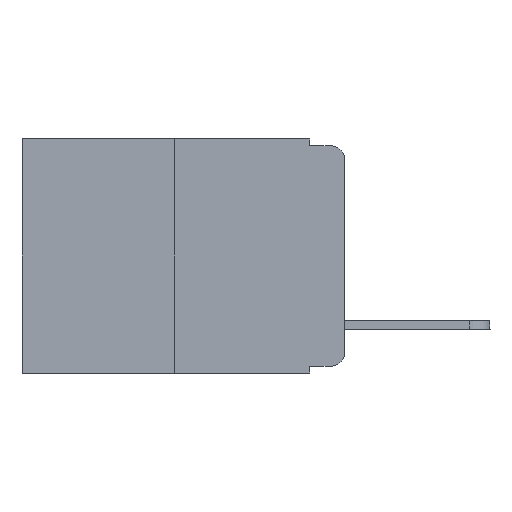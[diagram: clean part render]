
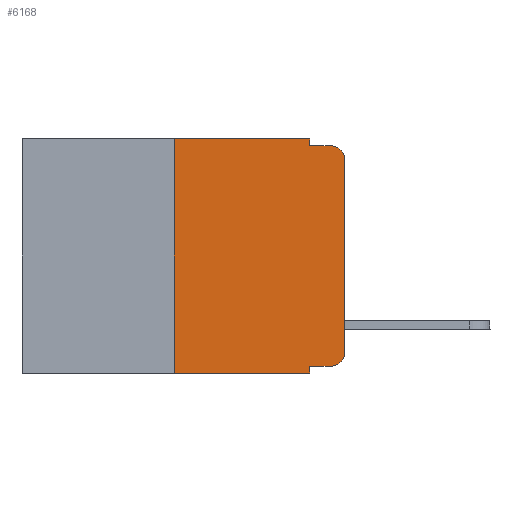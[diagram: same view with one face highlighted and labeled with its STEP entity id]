
A CAD part, left-side view. The second image highlights one B-rep face of the part: STEP entity #6168.
In plain terms, the highlighted planar face has unit normal (-1, 0, 0).
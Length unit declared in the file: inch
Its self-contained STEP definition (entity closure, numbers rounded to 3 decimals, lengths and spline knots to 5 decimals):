
#100 = CARTESIAN_POINT ( 'NONE',  ( 0., 0.02, -0.313 ) ) ;
#118 = EDGE_CURVE ( 'NONE', #3272, #10363, #14815, .T. ) ;
#418 = CARTESIAN_POINT ( 'NONE',  ( 0., 0.051, -0.01 ) ) ;
#704 = DIRECTION ( 'NONE',  ( 0., -1., 0. ) ) ;
#735 = DIRECTION ( 'NONE',  ( 0., 0., -1. ) ) ;
#1331 = DIRECTION ( 'NONE',  ( 0., 0., 1. ) ) ;
#1492 = ORIENTED_EDGE ( 'NONE', *, *, #16546, .T. ) ;
#1495 = VERTEX_POINT ( 'NONE', #2367 ) ;
#1526 = EDGE_LOOP ( 'NONE', ( #11148, #11995, #10932, #13649, #7757, #6982, #1492, #12026, #4228, #11839 ) ) ;
#1570 = EDGE_CURVE ( 'NONE', #1495, #10340, #16238, .T. ) ;
#1697 = LINE ( 'NONE', #418, #14253 ) ;
#1854 = VECTOR ( 'NONE', #8896, 39.37008 ) ;
#1943 = CARTESIAN_POINT ( 'NONE',  ( 0., 0.051, 0. ) ) ;
#2171 = CARTESIAN_POINT ( 'NONE',  ( 0., 0., -0.03 ) ) ;
#2367 = CARTESIAN_POINT ( 'NONE',  ( 0., 0.02, -0.333 ) ) ;
#2579 = LINE ( 'NONE', #7737, #7226 ) ;
#2860 = CARTESIAN_POINT ( 'NONE',  ( 0., 0.051, 0. ) ) ;
#2954 = CARTESIAN_POINT ( 'NONE',  ( 0., 0.25, -0.343 ) ) ;
#3246 = AXIS2_PLACEMENT_3D ( 'NONE', #5523, #4334, #11999 ) ;
#3272 = VERTEX_POINT ( 'NONE', #14524 ) ;
#3352 = CIRCLE ( 'NONE', #10401, 0.02 ) ;
#3434 = LINE ( 'NONE', #14844, #16182 ) ;
#3651 = DIRECTION ( 'NONE',  ( -1., 0., 0. ) ) ;
#3729 = CARTESIAN_POINT ( 'NONE',  ( 0., 0.051, -0.333 ) ) ;
#4187 = EDGE_CURVE ( 'NONE', #12645, #6358, #1697, .T. ) ;
#4228 = ORIENTED_EDGE ( 'NONE', *, *, #12878, .T. ) ;
#4334 = DIRECTION ( 'NONE',  ( 1., 0., 0. ) ) ;
#5172 = AXIS2_PLACEMENT_3D ( 'NONE', #100, #15559, #7867 ) ;
#5222 = CARTESIAN_POINT ( 'NONE',  ( 0., 0.051, -0.343 ) ) ;
#5420 = EDGE_CURVE ( 'NONE', #10340, #5807, #14968, .T. ) ;
#5523 = CARTESIAN_POINT ( 'NONE',  ( 0., 0.473, 0. ) ) ;
#5807 = VERTEX_POINT ( 'NONE', #2171 ) ;
#5905 = EDGE_CURVE ( 'NONE', #9324, #11588, #3434, .T. ) ;
#6168 = ADVANCED_FACE ( 'NONE', ( #8152 ), #15777, .F. ) ;
#6174 = DIRECTION ( 'NONE',  ( 0., 0., -1. ) ) ;
#6253 = CARTESIAN_POINT ( 'NONE',  ( 0., 0.051, -0.01 ) ) ;
#6358 = VERTEX_POINT ( 'NONE', #16177 ) ;
#6491 = DIRECTION ( 'NONE',  ( 0., -1., 0. ) ) ;
#6982 = ORIENTED_EDGE ( 'NONE', *, *, #12039, .F. ) ;
#7226 = VECTOR ( 'NONE', #1331, 39.37008 ) ;
#7737 = CARTESIAN_POINT ( 'NONE',  ( 0., 0.25, 0. ) ) ;
#7757 = ORIENTED_EDGE ( 'NONE', *, *, #118, .F. ) ;
#7844 = CARTESIAN_POINT ( 'NONE',  ( 0., 0., -0.313 ) ) ;
#7867 = DIRECTION ( 'NONE',  ( 0., 0., -1. ) ) ;
#8152 = FACE_OUTER_BOUND ( 'NONE', #1526, .T. ) ;
#8616 = LINE ( 'NONE', #13765, #11508 ) ;
#8896 = DIRECTION ( 'NONE',  ( 0., -1., 0. ) ) ;
#9324 = VERTEX_POINT ( 'NONE', #15054 ) ;
#9380 = EDGE_CURVE ( 'NONE', #5807, #6358, #3352, .T. ) ;
#9565 = DIRECTION ( 'NONE',  ( 0., -1., 0. ) ) ;
#9734 = DIRECTION ( 'NONE',  ( 0., 0., -1. ) ) ;
#9914 = CARTESIAN_POINT ( 'NONE',  ( 0., 0., 0. ) ) ;
#10340 = VERTEX_POINT ( 'NONE', #7844 ) ;
#10363 = VERTEX_POINT ( 'NONE', #2860 ) ;
#10401 = AXIS2_PLACEMENT_3D ( 'NONE', #11162, #3651, #6174 ) ;
#10454 = VECTOR ( 'NONE', #16388, 39.37008 ) ;
#10932 = ORIENTED_EDGE ( 'NONE', *, *, #4187, .F. ) ;
#11148 = ORIENTED_EDGE ( 'NONE', *, *, #5420, .T. ) ;
#11162 = CARTESIAN_POINT ( 'NONE',  ( 0., 0.02, -0.03 ) ) ;
#11508 = VECTOR ( 'NONE', #6491, 39.37008 ) ;
#11588 = VERTEX_POINT ( 'NONE', #5222 ) ;
#11632 = VECTOR ( 'NONE', #704, 39.37008 ) ;
#11839 = ORIENTED_EDGE ( 'NONE', *, *, #1570, .T. ) ;
#11995 = ORIENTED_EDGE ( 'NONE', *, *, #9380, .T. ) ;
#11999 = DIRECTION ( 'NONE',  ( 0., 0., -1. ) ) ;
#12026 = ORIENTED_EDGE ( 'NONE', *, *, #5905, .F. ) ;
#12039 = EDGE_CURVE ( 'NONE', #15037, #3272, #2579, .T. ) ;
#12249 = CARTESIAN_POINT ( 'NONE',  ( 0., 0.473, 0. ) ) ;
#12645 = VERTEX_POINT ( 'NONE', #6253 ) ;
#12878 = EDGE_CURVE ( 'NONE', #9324, #1495, #15305, .T. ) ;
#13065 = EDGE_CURVE ( 'NONE', #10363, #12645, #13493, .T. ) ;
#13493 = LINE ( 'NONE', #1943, #13521 ) ;
#13521 = VECTOR ( 'NONE', #9734, 39.37008 ) ;
#13649 = ORIENTED_EDGE ( 'NONE', *, *, #13065, .F. ) ;
#13765 = CARTESIAN_POINT ( 'NONE',  ( 0., 0.473, -0.343 ) ) ;
#14253 = VECTOR ( 'NONE', #9565, 39.37008 ) ;
#14524 = CARTESIAN_POINT ( 'NONE',  ( 0., 0.25, 0. ) ) ;
#14815 = LINE ( 'NONE', #12249, #11632 ) ;
#14844 = CARTESIAN_POINT ( 'NONE',  ( 0., 0.051, 0. ) ) ;
#14968 = LINE ( 'NONE', #9914, #10454 ) ;
#15037 = VERTEX_POINT ( 'NONE', #2954 ) ;
#15054 = CARTESIAN_POINT ( 'NONE',  ( 0., 0.051, -0.333 ) ) ;
#15305 = LINE ( 'NONE', #3729, #1854 ) ;
#15559 = DIRECTION ( 'NONE',  ( -1., 0., 0. ) ) ;
#15777 = PLANE ( 'NONE',  #3246 ) ;
#16177 = CARTESIAN_POINT ( 'NONE',  ( 0., 0.02, -0.01 ) ) ;
#16182 = VECTOR ( 'NONE', #735, 39.37008 ) ;
#16238 = CIRCLE ( 'NONE', #5172, 0.02 ) ;
#16388 = DIRECTION ( 'NONE',  ( 0., 0., 1. ) ) ;
#16546 = EDGE_CURVE ( 'NONE', #15037, #11588, #8616, .T. ) ;
